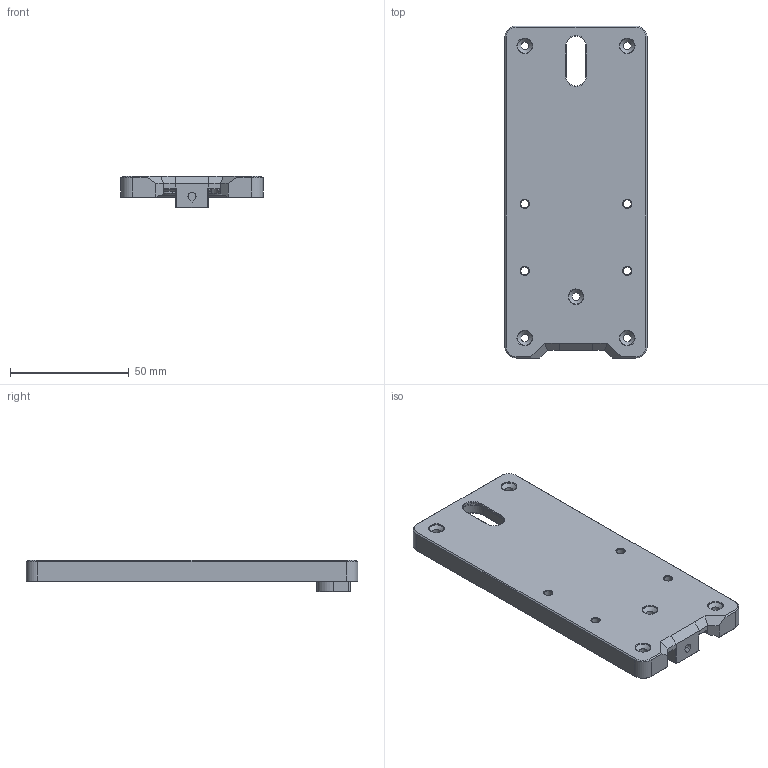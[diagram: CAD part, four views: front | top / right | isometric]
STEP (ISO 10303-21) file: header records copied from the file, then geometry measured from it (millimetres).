
FILE_DESCRIPTION(/* description */ (''),/* implementation_level */ '2;1');
FILE_NAME(/* name */ 'baseplate_v7_7_7.step',/* time_stamp */ '2025-12-06T22:58:22Z',/* author */ (''),/* organization */ (''),/* preprocessor_version */ 'ST-DEVELOPER v20.1',/* originating_system */ 'Autodesk Translation Framework v14.21.0.0',/* authorisation */ '');
FILE_SCHEMA (('AUTOMOTIVE_DESIGN { 1 0 10303 214 3 1 1 }'));
Length unit declared in the file: millimetre
Products named in the file (1): Baseplate V7
Bounding box: 60 x 140 x 13.37 mm (x, y, z)
Volume: 44328.1 mm3; surface area: 29481.7 mm2
Topology: 1 solids, 1 shells, 944 faces, 2327 edges, 1394 vertices
Faces by surface type: plane 537, cone 209, cylinder 168, bspline 30
Full cylindrical faces by diameter (mm): 3.4 x9, 6.2 x5
Entity records: 28703 total; most frequent: CARTESIAN_POINT 6328, DIRECTION 4652, ORIENTED_EDGE 4650, EDGE_CURVE 2325, LINE 1684, VECTOR 1684, AXIS2_PLACEMENT_3D 1484, VERTEX_POINT 1394
